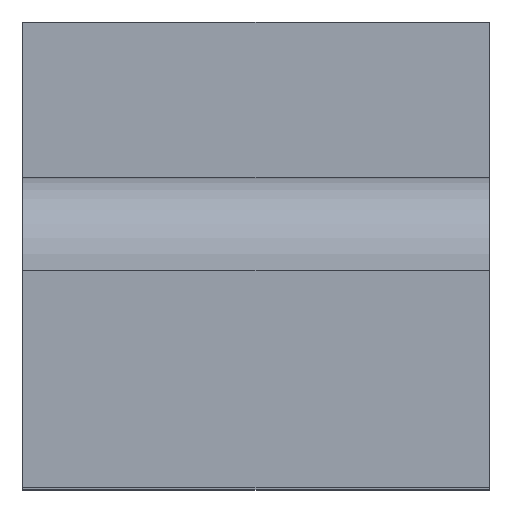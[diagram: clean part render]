
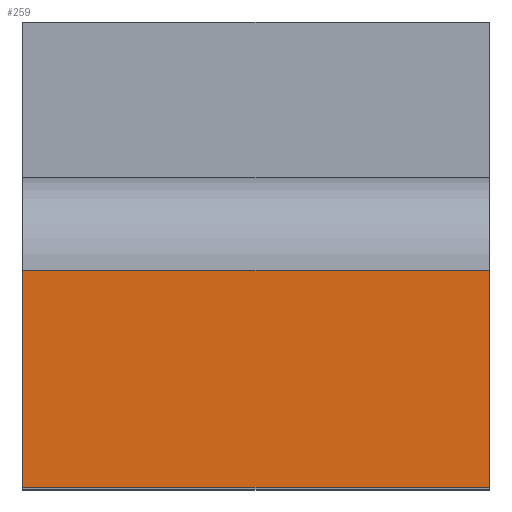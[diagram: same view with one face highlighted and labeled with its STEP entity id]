
A CAD part, top view. The second image highlights one B-rep face of the part: STEP entity #259.
In plain terms, the highlighted planar face has unit normal (0, 0, 1).
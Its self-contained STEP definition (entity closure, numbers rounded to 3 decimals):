
#17 = DIRECTION ( 'NONE',  ( 0., 1., 0. ) ) ;
#55 = LINE ( 'NONE', #599, #192 ) ;
#59 = CARTESIAN_POINT ( 'NONE',  ( 7.5, -15., 20. ) ) ;
#64 = VECTOR ( 'NONE', #625, 1000. ) ;
#68 = VERTEX_POINT ( 'NONE', #323 ) ;
#76 = CARTESIAN_POINT ( 'NONE',  ( 7.5, -15., 20. ) ) ;
#103 = ORIENTED_EDGE ( 'NONE', *, *, #151, .T. ) ;
#110 = ORIENTED_EDGE ( 'NONE', *, *, #481, .F. ) ;
#119 = EDGE_LOOP ( 'NONE', ( #685, #110, #324, #103 ) ) ;
#142 = LINE ( 'NONE', #635, #438 ) ;
#151 = EDGE_CURVE ( 'NONE', #575, #456, #55, .T. ) ;
#159 = CARTESIAN_POINT ( 'NONE',  ( -7.5, -8., 20. ) ) ;
#169 = DIRECTION ( 'NONE',  ( 0., 0., -1. ) ) ;
#175 = LINE ( 'NONE', #472, #495 ) ;
#192 = VECTOR ( 'NONE', #629, 1000. ) ;
#226 = FACE_OUTER_BOUND ( 'NONE', #119, .T. ) ;
#257 = EDGE_CURVE ( 'NONE', #575, #396, #500, .T. ) ;
#259 = ADVANCED_FACE ( 'NONE', ( #226 ), #711, .F. ) ;
#290 = DIRECTION ( 'NONE',  ( 0., -1., 0. ) ) ;
#323 = CARTESIAN_POINT ( 'NONE',  ( -7.5, -15., 20. ) ) ;
#324 = ORIENTED_EDGE ( 'NONE', *, *, #257, .F. ) ;
#339 = AXIS2_PLACEMENT_3D ( 'NONE', #347, #169, #17 ) ;
#347 = CARTESIAN_POINT ( 'NONE',  ( 7.5, -15., 20. ) ) ;
#370 = EDGE_CURVE ( 'NONE', #456, #68, #142, .T. ) ;
#396 = VERTEX_POINT ( 'NONE', #59 ) ;
#412 = CARTESIAN_POINT ( 'NONE',  ( 7.5, -8., 20. ) ) ;
#438 = VECTOR ( 'NONE', #290, 1000. ) ;
#451 = DIRECTION ( 'NONE',  ( -1., 0., 0. ) ) ;
#456 = VERTEX_POINT ( 'NONE', #159 ) ;
#472 = CARTESIAN_POINT ( 'NONE',  ( 7.5, -15., 20. ) ) ;
#481 = EDGE_CURVE ( 'NONE', #396, #68, #175, .T. ) ;
#495 = VECTOR ( 'NONE', #451, 1000. ) ;
#500 = LINE ( 'NONE', #76, #64 ) ;
#575 = VERTEX_POINT ( 'NONE', #412 ) ;
#599 = CARTESIAN_POINT ( 'NONE',  ( 7.5, -8., 20. ) ) ;
#625 = DIRECTION ( 'NONE',  ( 0., -1., 0. ) ) ;
#629 = DIRECTION ( 'NONE',  ( -1., 0., 0. ) ) ;
#635 = CARTESIAN_POINT ( 'NONE',  ( -7.5, -15., 20. ) ) ;
#685 = ORIENTED_EDGE ( 'NONE', *, *, #370, .T. ) ;
#711 = PLANE ( 'NONE',  #339 ) ;
